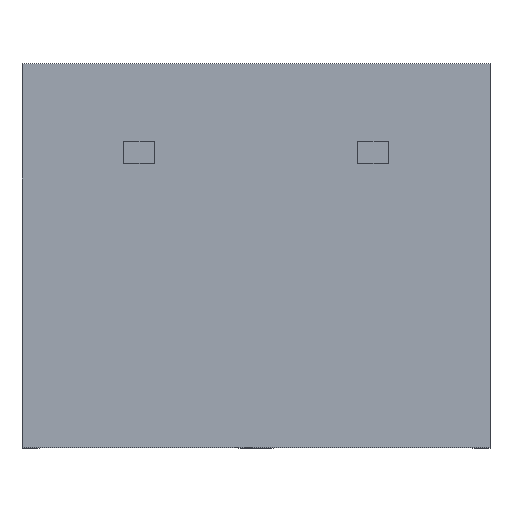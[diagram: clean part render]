
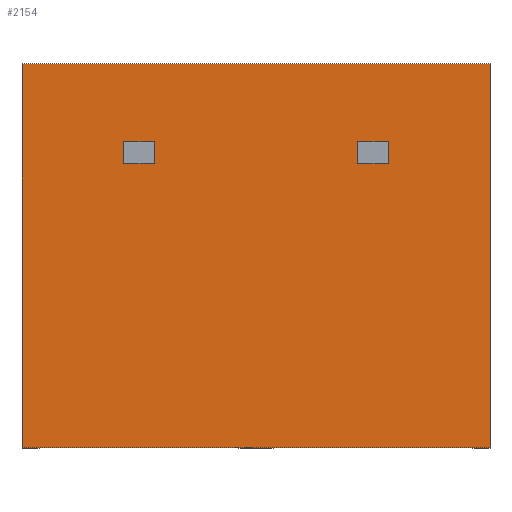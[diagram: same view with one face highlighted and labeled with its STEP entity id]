
A CAD part, top view. The second image highlights one B-rep face of the part: STEP entity #2154.
In plain terms, the highlighted planar face has unit normal (0, 0, 1).
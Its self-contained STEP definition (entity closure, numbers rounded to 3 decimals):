
#108 = CARTESIAN_POINT ( 'NONE',  ( 0., 12.5, 0. ) ) ;
#139 = ORIENTED_EDGE ( 'NONE', *, *, #1417, .F. ) ;
#201 = CARTESIAN_POINT ( 'NONE',  ( -3.31, 9.25, 0. ) ) ;
#296 = ORIENTED_EDGE ( 'NONE', *, *, #2148, .T. ) ;
#430 = CARTESIAN_POINT ( 'NONE',  ( -4.31, 9.95, 0. ) ) ;
#460 = CARTESIAN_POINT ( 'NONE',  ( 0., 12.5, 0. ) ) ;
#501 = CARTESIAN_POINT ( 'NONE',  ( 0., 12.5, 0. ) ) ;
#530 = DIRECTION ( 'NONE',  ( 1., 0., 0. ) ) ;
#650 = FACE_BOUND ( 'NONE', #6050, .T. ) ;
#701 = EDGE_CURVE ( 'NONE', #5398, #4773, #2913, .T. ) ;
#755 = VECTOR ( 'NONE', #6338, 1000. ) ;
#857 = CARTESIAN_POINT ( 'NONE',  ( 0., 9.95, 0. ) ) ;
#919 = CARTESIAN_POINT ( 'NONE',  ( 0., 12.5, 0. ) ) ;
#948 = VERTEX_POINT ( 'NONE', #3496 ) ;
#980 = DIRECTION ( 'NONE',  ( 1., 0., 0. ) ) ;
#985 = VECTOR ( 'NONE', #3696, 1000. ) ;
#1044 = CARTESIAN_POINT ( 'NONE',  ( -15.24, 12.5, 0. ) ) ;
#1139 = CARTESIAN_POINT ( 'NONE',  ( -15.24, 0., 0. ) ) ;
#1243 = VERTEX_POINT ( 'NONE', #501 ) ;
#1417 = EDGE_CURVE ( 'NONE', #948, #1243, #3194, .T. ) ;
#1469 = LINE ( 'NONE', #3795, #3436 ) ;
#1520 = VERTEX_POINT ( 'NONE', #1139 ) ;
#1776 = ORIENTED_EDGE ( 'NONE', *, *, #4009, .T. ) ;
#1865 = ORIENTED_EDGE ( 'NONE', *, *, #2049, .T. ) ;
#1906 = VECTOR ( 'NONE', #530, 1000. ) ;
#1983 = EDGE_CURVE ( 'NONE', #1243, #8083, #5058, .T. ) ;
#2038 = EDGE_CURVE ( 'NONE', #7011, #2978, #6374, .T. ) ;
#2049 = EDGE_CURVE ( 'NONE', #4855, #5398, #1469, .T. ) ;
#2148 = EDGE_CURVE ( 'NONE', #4773, #6523, #2701, .T. ) ;
#2154 = ADVANCED_FACE ( 'NONE', ( #4351, #650, #2406 ), #7104, .F. ) ;
#2258 = VECTOR ( 'NONE', #2352, 1000. ) ;
#2319 = DIRECTION ( 'NONE',  ( -1., 0., 0. ) ) ;
#2352 = DIRECTION ( 'NONE',  ( 0., -1., 0. ) ) ;
#2360 = CARTESIAN_POINT ( 'NONE',  ( -10.93, 9.25, 0. ) ) ;
#2406 = FACE_OUTER_BOUND ( 'NONE', #3417, .T. ) ;
#2701 = LINE ( 'NONE', #7743, #3834 ) ;
#2882 = CARTESIAN_POINT ( 'NONE',  ( -4.31, 9.25, 0. ) ) ;
#2913 = LINE ( 'NONE', #7364, #5059 ) ;
#2978 = VERTEX_POINT ( 'NONE', #2360 ) ;
#2989 = VECTOR ( 'NONE', #980, 1000. ) ;
#3074 = EDGE_LOOP ( 'NONE', ( #5513, #6144, #1776, #6109 ) ) ;
#3194 = LINE ( 'NONE', #919, #2989 ) ;
#3412 = DIRECTION ( 'NONE',  ( -1., 0., 0. ) ) ;
#3417 = EDGE_LOOP ( 'NONE', ( #6077, #5990, #139, #6777 ) ) ;
#3436 = VECTOR ( 'NONE', #4337, 1000. ) ;
#3496 = CARTESIAN_POINT ( 'NONE',  ( -15.24, 12.5, 0. ) ) ;
#3569 = EDGE_CURVE ( 'NONE', #948, #1520, #7141, .T. ) ;
#3696 = DIRECTION ( 'NONE',  ( 0., 1., 0. ) ) ;
#3787 = CARTESIAN_POINT ( 'NONE',  ( 0., 0., 0. ) ) ;
#3795 = CARTESIAN_POINT ( 'NONE',  ( -3.31, 12.5, 0. ) ) ;
#3834 = VECTOR ( 'NONE', #3847, 1000. ) ;
#3847 = DIRECTION ( 'NONE',  ( 0., 1., 0. ) ) ;
#4009 = EDGE_CURVE ( 'NONE', #2978, #4143, #7545, .T. ) ;
#4143 = VERTEX_POINT ( 'NONE', #6589 ) ;
#4301 = CARTESIAN_POINT ( 'NONE',  ( -11.93, 12.5, 0. ) ) ;
#4337 = DIRECTION ( 'NONE',  ( 0., -1., 0. ) ) ;
#4351 = FACE_BOUND ( 'NONE', #3074, .T. ) ;
#4504 = VECTOR ( 'NONE', #7810, 1000. ) ;
#4773 = VERTEX_POINT ( 'NONE', #2882 ) ;
#4818 = EDGE_CURVE ( 'NONE', #4143, #5695, #5083, .T. ) ;
#4823 = ORIENTED_EDGE ( 'NONE', *, *, #7440, .T. ) ;
#4855 = VERTEX_POINT ( 'NONE', #5480 ) ;
#4860 = DIRECTION ( 'NONE',  ( -1., 0., 0. ) ) ;
#5058 = LINE ( 'NONE', #460, #755 ) ;
#5059 = VECTOR ( 'NONE', #4860, 1000. ) ;
#5083 = LINE ( 'NONE', #4301, #985 ) ;
#5302 = CARTESIAN_POINT ( 'NONE',  ( -11.93, 9.95, 0. ) ) ;
#5361 = ORIENTED_EDGE ( 'NONE', *, *, #701, .T. ) ;
#5398 = VERTEX_POINT ( 'NONE', #201 ) ;
#5472 = EDGE_CURVE ( 'NONE', #5695, #7011, #5571, .T. ) ;
#5480 = CARTESIAN_POINT ( 'NONE',  ( -3.31, 9.95, 0. ) ) ;
#5513 = ORIENTED_EDGE ( 'NONE', *, *, #5472, .T. ) ;
#5571 = LINE ( 'NONE', #7077, #1906 ) ;
#5603 = VECTOR ( 'NONE', #7390, 1000. ) ;
#5614 = CARTESIAN_POINT ( 'NONE',  ( -10.93, 9.95, 0. ) ) ;
#5635 = CARTESIAN_POINT ( 'NONE',  ( -10.93, 12.5, 0. ) ) ;
#5695 = VERTEX_POINT ( 'NONE', #5302 ) ;
#5813 = LINE ( 'NONE', #7866, #4504 ) ;
#5985 = DIRECTION ( 'NONE',  ( 0., 0., -1. ) ) ;
#5990 = ORIENTED_EDGE ( 'NONE', *, *, #1983, .F. ) ;
#6050 = EDGE_LOOP ( 'NONE', ( #4823, #1865, #5361, #296 ) ) ;
#6077 = ORIENTED_EDGE ( 'NONE', *, *, #7206, .T. ) ;
#6102 = LINE ( 'NONE', #857, #5603 ) ;
#6109 = ORIENTED_EDGE ( 'NONE', *, *, #4818, .T. ) ;
#6144 = ORIENTED_EDGE ( 'NONE', *, *, #2038, .T. ) ;
#6285 = DIRECTION ( 'NONE',  ( 0., -1., 0. ) ) ;
#6338 = DIRECTION ( 'NONE',  ( 0., -1., 0. ) ) ;
#6374 = LINE ( 'NONE', #5635, #7907 ) ;
#6523 = VERTEX_POINT ( 'NONE', #430 ) ;
#6589 = CARTESIAN_POINT ( 'NONE',  ( -11.93, 9.25, 0. ) ) ;
#6633 = AXIS2_PLACEMENT_3D ( 'NONE', #108, #5985, #3412 ) ;
#6777 = ORIENTED_EDGE ( 'NONE', *, *, #3569, .T. ) ;
#7011 = VERTEX_POINT ( 'NONE', #5614 ) ;
#7077 = CARTESIAN_POINT ( 'NONE',  ( 0., 9.95, 0. ) ) ;
#7104 = PLANE ( 'NONE',  #6633 ) ;
#7141 = LINE ( 'NONE', #1044, #2258 ) ;
#7206 = EDGE_CURVE ( 'NONE', #1520, #8083, #5813, .T. ) ;
#7364 = CARTESIAN_POINT ( 'NONE',  ( 0., 9.25, 0. ) ) ;
#7390 = DIRECTION ( 'NONE',  ( 1., 0., 0. ) ) ;
#7440 = EDGE_CURVE ( 'NONE', #6523, #4855, #6102, .T. ) ;
#7545 = LINE ( 'NONE', #7645, #8152 ) ;
#7645 = CARTESIAN_POINT ( 'NONE',  ( 0., 9.25, 0. ) ) ;
#7743 = CARTESIAN_POINT ( 'NONE',  ( -4.31, 12.5, 0. ) ) ;
#7810 = DIRECTION ( 'NONE',  ( 1., 0., 0. ) ) ;
#7866 = CARTESIAN_POINT ( 'NONE',  ( 0., 0., 0. ) ) ;
#7907 = VECTOR ( 'NONE', #6285, 1000. ) ;
#8083 = VERTEX_POINT ( 'NONE', #3787 ) ;
#8152 = VECTOR ( 'NONE', #2319, 1000. ) ;
